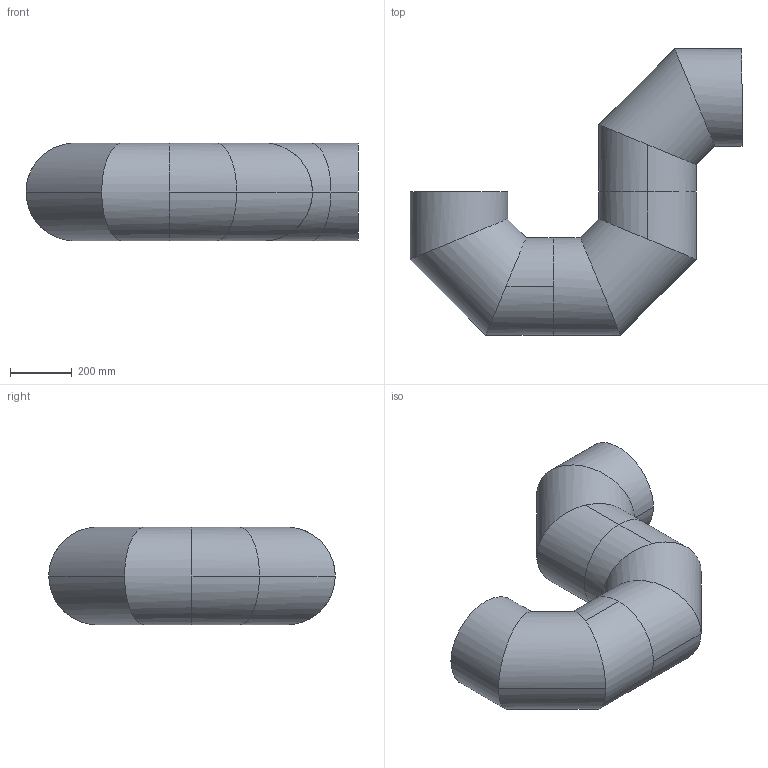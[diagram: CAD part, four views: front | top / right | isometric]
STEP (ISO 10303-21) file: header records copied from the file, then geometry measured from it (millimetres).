
FILE_DESCRIPTION (( 'STEP AP203' ), '1' );
FILE_NAME ('581208120.STEP', '2012-12-28T16:47:03', ( '' ), ( '' ), 'SwSTEP 2.0', 'SolidWorks 2013', '' );
FILE_SCHEMA (( 'CONFIG_CONTROL_DESIGN' ));
Length unit declared in the file: inch
Products named in the file (2): 581208120; 581203120
Assembly tree (3 placements, depth 2):
  581208120
    581203120  x3
Bounding box: 1071.88 x 924.56 x 314.96 mm (x, y, z)
Volume: 40291791.3 mm3; surface area: 2962465.9 mm2
Topology: 3 solids, 3 shells, 42 faces, 96 edges, 60 vertices
Faces by surface type: cylinder 36, plane 6
Entity records: 660 total; most frequent: CARTESIAN_POINT 108, DIRECTION 68, ORIENTED_EDGE 64, EDGE_CURVE 32, AXIS2_PLACEMENT_3D 28, VERTEX_POINT 20, PERSON_AND_ORGANIZATION 19, COORDINATED_UNIVERSAL_TIME_OFFSET 16
